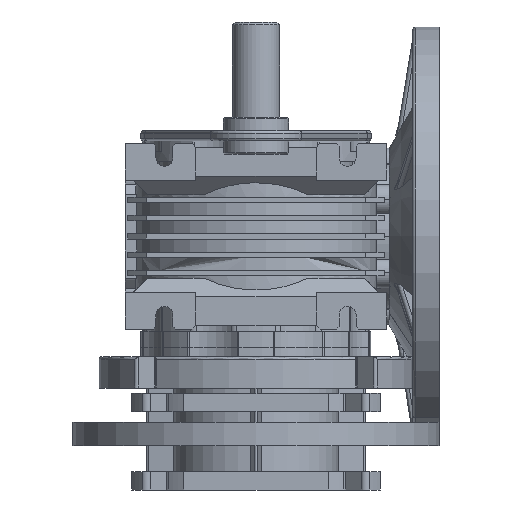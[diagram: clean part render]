
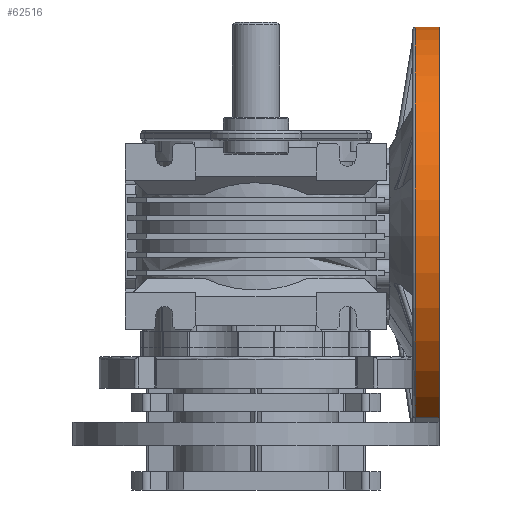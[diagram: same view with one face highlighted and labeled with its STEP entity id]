
A CAD part, front view. The second image highlights one B-rep face of the part: STEP entity #62516.
In plain terms, the highlighted cylindrical face has radius 80 mm (diameter 160 mm), a partial arc.
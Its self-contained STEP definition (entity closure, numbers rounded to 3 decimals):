
#36667 = CARTESIAN_POINT ( 'NONE',  ( 80., 0., 9. ) ) ;
#36734 = CARTESIAN_POINT ( 'NONE',  ( -80., 0., 9. ) ) ;
#36964 = DIRECTION ( 'NONE',  ( 0., 0., -1. ) ) ;
#36965 = VECTOR ( 'NONE', #36964, 1000. ) ;
#36966 = CARTESIAN_POINT ( 'NONE',  ( -80., 0., 10. ) ) ;
#36967 = LINE ( 'NONE', #36966, #36965 ) ;
#37025 = CARTESIAN_POINT ( 'NONE',  ( -80., 0., 0. ) ) ;
#37032 = CARTESIAN_POINT ( 'NONE',  ( 80., 0., 0. ) ) ;
#37033 = DIRECTION ( 'NONE',  ( 0., 0., -1. ) ) ;
#37034 = VECTOR ( 'NONE', #37033, 1000. ) ;
#37035 = CARTESIAN_POINT ( 'NONE',  ( 80., 0., 10. ) ) ;
#37036 = LINE ( 'NONE', #37035, #37034 ) ;
#37424 = DIRECTION ( 'NONE',  ( 1., 0., 0. ) ) ;
#37425 = DIRECTION ( 'NONE',  ( 0., 0., 1. ) ) ;
#37426 = CARTESIAN_POINT ( 'NONE',  ( 0., 0., 0. ) ) ;
#37427 = AXIS2_PLACEMENT_3D ( 'NONE', #37426, #37425, #37424 ) ;
#37431 = CIRCLE ( 'NONE', #37427, 80. ) ;
#37821 = FACE_OUTER_BOUND ( 'NONE', #62517, .T. ) ;
#37853 = DIRECTION ( 'NONE',  ( 1., 0., 0. ) ) ;
#37854 = DIRECTION ( 'NONE',  ( 0., 0., -1. ) ) ;
#37855 = CARTESIAN_POINT ( 'NONE',  ( 0., 0., 9. ) ) ;
#37856 = AXIS2_PLACEMENT_3D ( 'NONE', #37855, #37854, #37853 ) ;
#37857 = DIRECTION ( 'NONE',  ( -1., 0., 0. ) ) ;
#37858 = DIRECTION ( 'NONE',  ( 0., 0., -1. ) ) ;
#37859 = CARTESIAN_POINT ( 'NONE',  ( 0., 0., 10. ) ) ;
#37860 = AXIS2_PLACEMENT_3D ( 'NONE', #37859, #37858, #37857 ) ;
#37861 = CIRCLE ( 'NONE', #37856, 80. ) ;
#37862 = CYLINDRICAL_SURFACE ( 'NONE', #37860, 80. ) ;
#61977 = VERTEX_POINT ( 'NONE', #36667 ) ;
#62008 = VERTEX_POINT ( 'NONE', #36734 ) ;
#62075 = EDGE_CURVE ( 'NONE', #62008, #62102, #36967, .T. ) ;
#62098 = EDGE_CURVE ( 'NONE', #61977, #62099, #37036, .T. ) ;
#62099 = VERTEX_POINT ( 'NONE', #37032 ) ;
#62102 = VERTEX_POINT ( 'NONE', #37025 ) ;
#62315 = EDGE_CURVE ( 'NONE', #62102, #62099, #37431, .T. ) ;
#62516 = ADVANCED_FACE ( 'NONE', ( #37821 ), #37862, .T. ) ;
#62517 = EDGE_LOOP ( 'NONE', ( #62518, #62519, #62521, #62522 ) ) ;
#62518 = ORIENTED_EDGE ( 'NONE', *, *, #62098, .F. ) ;
#62519 = ORIENTED_EDGE ( 'NONE', *, *, #62520, .T. ) ;
#62520 = EDGE_CURVE ( 'NONE', #61977, #62008, #37861, .T. ) ;
#62521 = ORIENTED_EDGE ( 'NONE', *, *, #62075, .T. ) ;
#62522 = ORIENTED_EDGE ( 'NONE', *, *, #62315, .T. ) ;
